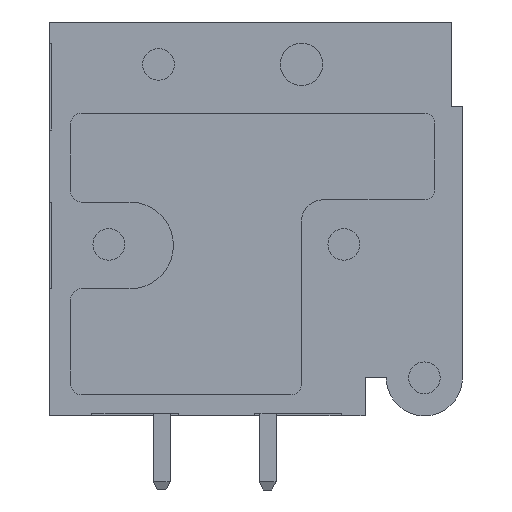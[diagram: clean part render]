
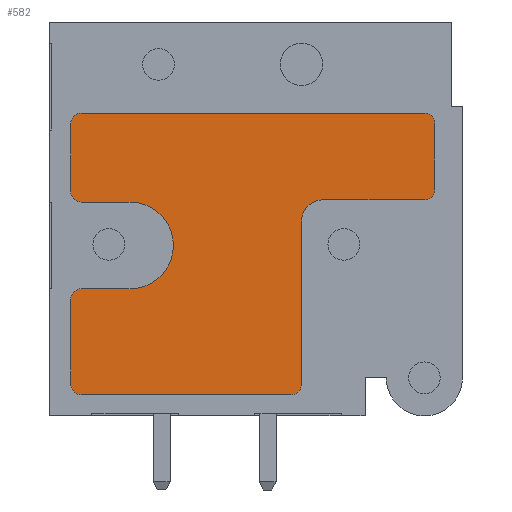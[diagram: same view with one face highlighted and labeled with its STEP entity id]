
A CAD part, left-side view. The second image highlights one B-rep face of the part: STEP entity #582.
In plain terms, the highlighted planar face has unit normal (-1, 0, 0).
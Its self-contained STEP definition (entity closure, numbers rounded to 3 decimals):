
#582 = ADVANCED_FACE( '', ( #1393 ), #1394, .F. );
#1393 = FACE_OUTER_BOUND( '', #2556, .T. );
#1394 = PLANE( '', #2557 );
#2556 = EDGE_LOOP( '', ( #4342, #4343, #4344, #4345, #4346, #4347, #4348, #4349, #4350, #4351, #4352, #4353, #4354, #4355, #4356, #4357, #4358, #4359 ) );
#2557 = AXIS2_PLACEMENT_3D( '', #4360, #4361, #4362 );
#4342 = ORIENTED_EDGE( '', *, *, #7462, .T. );
#4343 = ORIENTED_EDGE( '', *, *, #7463, .T. );
#4344 = ORIENTED_EDGE( '', *, *, #7464, .T. );
#4345 = ORIENTED_EDGE( '', *, *, #7465, .T. );
#4346 = ORIENTED_EDGE( '', *, *, #7466, .T. );
#4347 = ORIENTED_EDGE( '', *, *, #7467, .T. );
#4348 = ORIENTED_EDGE( '', *, *, #7433, .T. );
#4349 = ORIENTED_EDGE( '', *, *, #7468, .T. );
#4350 = ORIENTED_EDGE( '', *, *, #7436, .T. );
#4351 = ORIENTED_EDGE( '', *, *, #7469, .T. );
#4352 = ORIENTED_EDGE( '', *, *, #7470, .T. );
#4353 = ORIENTED_EDGE( '', *, *, #7471, .T. );
#4354 = ORIENTED_EDGE( '', *, *, #7472, .T. );
#4355 = ORIENTED_EDGE( '', *, *, #7473, .T. );
#4356 = ORIENTED_EDGE( '', *, *, #7474, .T. );
#4357 = ORIENTED_EDGE( '', *, *, #7475, .T. );
#4358 = ORIENTED_EDGE( '', *, *, #7476, .T. );
#4359 = ORIENTED_EDGE( '', *, *, #7477, .T. );
#4360 = CARTESIAN_POINT( '', ( -2.3, 5.7, -0.15 ) );
#4361 = DIRECTION( '', ( 1., 0., 0. ) );
#4362 = DIRECTION( '', ( 0., 0., -1. ) );
#7433 = EDGE_CURVE( '', #8783, #8781, #8784, .T. );
#7436 = EDGE_CURVE( '', #8787, #8788, #8789, .T. );
#7462 = EDGE_CURVE( '', #8831, #8832, #8833, .T. );
#7463 = EDGE_CURVE( '', #8832, #8834, #8835, .F. );
#7464 = EDGE_CURVE( '', #8834, #8836, #8837, .T. );
#7465 = EDGE_CURVE( '', #8836, #8838, #8839, .T. );
#7466 = EDGE_CURVE( '', #8838, #8840, #8841, .T. );
#7467 = EDGE_CURVE( '', #8840, #8783, #8842, .F. );
#7468 = EDGE_CURVE( '', #8781, #8787, #8843, .F. );
#7469 = EDGE_CURVE( '', #8788, #8844, #8845, .F. );
#7470 = EDGE_CURVE( '', #8844, #8846, #8847, .T. );
#7471 = EDGE_CURVE( '', #8846, #8848, #8849, .T. );
#7472 = EDGE_CURVE( '', #8848, #8850, #8851, .T. );
#7473 = EDGE_CURVE( '', #8850, #8852, #8853, .F. );
#7474 = EDGE_CURVE( '', #8852, #8854, #8855, .T. );
#7475 = EDGE_CURVE( '', #8854, #8856, #8857, .F. );
#7476 = EDGE_CURVE( '', #8856, #8858, #8859, .T. );
#7477 = EDGE_CURVE( '', #8858, #8831, #8860, .F. );
#8781 = VERTEX_POINT( '', #10749 );
#8783 = VERTEX_POINT( '', #10752 );
#8784 = LINE( '', #10753, #10754 );
#8787 = VERTEX_POINT( '', #10758 );
#8788 = VERTEX_POINT( '', #10759 );
#8789 = LINE( '', #10760, #10761 );
#8831 = VERTEX_POINT( '', #10823 );
#8832 = VERTEX_POINT( '', #10824 );
#8833 = LINE( '', #10825, #10826 );
#8834 = VERTEX_POINT( '', #10827 );
#8835 = CIRCLE( '', #10828, 0.5 );
#8836 = VERTEX_POINT( '', #10829 );
#8837 = LINE( '', #10830, #10831 );
#8838 = VERTEX_POINT( '', #10832 );
#8839 = CIRCLE( '', #10833, 2.05 );
#8840 = VERTEX_POINT( '', #10834 );
#8841 = LINE( '', #10835, #10836 );
#8842 = CIRCLE( '', #10837, 0.5 );
#8843 = CIRCLE( '', #10838, 0.5 );
#8844 = VERTEX_POINT( '', #10839 );
#8845 = CIRCLE( '', #10840, 0.5 );
#8846 = VERTEX_POINT( '', #10841 );
#8847 = LINE( '', #10842, #10843 );
#8848 = VERTEX_POINT( '', #10844 );
#8849 = CIRCLE( '', #10845, 1. );
#8850 = VERTEX_POINT( '', #10846 );
#8851 = LINE( '', #10847, #10848 );
#8852 = VERTEX_POINT( '', #10849 );
#8853 = CIRCLE( '', #10850, 0.5 );
#8854 = VERTEX_POINT( '', #10851 );
#8855 = LINE( '', #10852, #10853 );
#8856 = VERTEX_POINT( '', #10854 );
#8857 = CIRCLE( '', #10855, 0.5 );
#8858 = VERTEX_POINT( '', #10856 );
#8859 = LINE( '', #10857, #10858 );
#8860 = CIRCLE( '', #10859, 0.5 );
#10749 = CARTESIAN_POINT( '', ( -2.3, 8.5, -6.7 ) );
#10752 = CARTESIAN_POINT( '', ( -2.3, 8.5, -2.7 ) );
#10753 = CARTESIAN_POINT( '', ( -2.3, 8.5, -2.2 ) );
#10754 = VECTOR( '', #13464, 1000. );
#10758 = CARTESIAN_POINT( '', ( -2.3, 8., -7.2 ) );
#10759 = CARTESIAN_POINT( '', ( -2.3, -1.9, -7.2 ) );
#10760 = CARTESIAN_POINT( '', ( -2.3, 8.5, -7.2 ) );
#10761 = VECTOR( '', #13466, 1000. );
#10823 = CARTESIAN_POINT( '', ( -2.3, 8.5, 5.6 ) );
#10824 = CARTESIAN_POINT( '', ( -2.3, 8.5, 2.4 ) );
#10825 = CARTESIAN_POINT( '', ( -2.3, 8.5, 6.1 ) );
#10826 = VECTOR( '', #13487, 1000. );
#10827 = CARTESIAN_POINT( '', ( -2.3, 8., 1.9 ) );
#10828 = AXIS2_PLACEMENT_3D( '', #13488, #13489, #13490 );
#10829 = CARTESIAN_POINT( '', ( -2.3, 5.7, 1.9 ) );
#10830 = CARTESIAN_POINT( '', ( -2.3, 8.5, 1.9 ) );
#10831 = VECTOR( '', #13491, 1000. );
#10832 = CARTESIAN_POINT( '', ( -2.3, 5.7, -2.2 ) );
#10833 = AXIS2_PLACEMENT_3D( '', #13492, #13493, #13494 );
#10834 = CARTESIAN_POINT( '', ( -2.3, 8., -2.2 ) );
#10835 = CARTESIAN_POINT( '', ( -2.3, 8.5, -2.2 ) );
#10836 = VECTOR( '', #13495, 1000. );
#10837 = AXIS2_PLACEMENT_3D( '', #13496, #13497, #13498 );
#10838 = AXIS2_PLACEMENT_3D( '', #13499, #13500, #13501 );
#10839 = CARTESIAN_POINT( '', ( -2.3, -2.4, -6.7 ) );
#10840 = AXIS2_PLACEMENT_3D( '', #13502, #13503, #13504 );
#10841 = CARTESIAN_POINT( '', ( -2.3, -2.4, 1. ) );
#10842 = CARTESIAN_POINT( '', ( -2.3, -2.4, -7.2 ) );
#10843 = VECTOR( '', #13505, 1000. );
#10844 = CARTESIAN_POINT( '', ( -2.3, -3.4, 2. ) );
#10845 = AXIS2_PLACEMENT_3D( '', #13506, #13507, #13508 );
#10846 = CARTESIAN_POINT( '', ( -2.3, -8.2, 2. ) );
#10847 = CARTESIAN_POINT( '', ( -2.3, -2.4, 2. ) );
#10848 = VECTOR( '', #13509, 1000. );
#10849 = CARTESIAN_POINT( '', ( -2.3, -8.7, 2.5 ) );
#10850 = AXIS2_PLACEMENT_3D( '', #13510, #13511, #13512 );
#10851 = CARTESIAN_POINT( '', ( -2.3, -8.7, 5.6 ) );
#10852 = CARTESIAN_POINT( '', ( -2.3, -8.7, 2. ) );
#10853 = VECTOR( '', #13513, 1000. );
#10854 = CARTESIAN_POINT( '', ( -2.3, -8.2, 6.1 ) );
#10855 = AXIS2_PLACEMENT_3D( '', #13514, #13515, #13516 );
#10856 = CARTESIAN_POINT( '', ( -2.3, 8., 6.1 ) );
#10857 = CARTESIAN_POINT( '', ( -2.3, -8.7, 6.1 ) );
#10858 = VECTOR( '', #13517, 1000. );
#10859 = AXIS2_PLACEMENT_3D( '', #13518, #13519, #13520 );
#13464 = DIRECTION( '', ( 0., 0., -1. ) );
#13466 = DIRECTION( '', ( 0., -1., 0. ) );
#13487 = DIRECTION( '', ( 0., 0., -1. ) );
#13488 = CARTESIAN_POINT( '', ( -2.3, 8., 2.4 ) );
#13489 = DIRECTION( '', ( 1., 0., 0. ) );
#13490 = DIRECTION( '', ( 0., 0., -1. ) );
#13491 = DIRECTION( '', ( 0., -1., 0. ) );
#13492 = CARTESIAN_POINT( '', ( -2.3, 5.7, -0.15 ) );
#13493 = DIRECTION( '', ( 1., 0., 0. ) );
#13494 = DIRECTION( '', ( 0., 1., 0. ) );
#13495 = DIRECTION( '', ( 0., 1., 0. ) );
#13496 = CARTESIAN_POINT( '', ( -2.3, 8., -2.7 ) );
#13497 = DIRECTION( '', ( 1., 0., 0. ) );
#13498 = DIRECTION( '', ( 0., 0., -1. ) );
#13499 = CARTESIAN_POINT( '', ( -2.3, 8., -6.7 ) );
#13500 = DIRECTION( '', ( 1., 0., 0. ) );
#13501 = DIRECTION( '', ( 0., 0., -1. ) );
#13502 = CARTESIAN_POINT( '', ( -2.3, -1.9, -6.7 ) );
#13503 = DIRECTION( '', ( 1., 0., 0. ) );
#13504 = DIRECTION( '', ( 0., 0., -1. ) );
#13505 = DIRECTION( '', ( 0., 0., 1. ) );
#13506 = CARTESIAN_POINT( '', ( -2.3, -3.4, 1. ) );
#13507 = DIRECTION( '', ( 1., 0., 0. ) );
#13508 = DIRECTION( '', ( 0., 0., -1. ) );
#13509 = DIRECTION( '', ( 0., -1., 0. ) );
#13510 = CARTESIAN_POINT( '', ( -2.3, -8.2, 2.5 ) );
#13511 = DIRECTION( '', ( 1., 0., 0. ) );
#13512 = DIRECTION( '', ( 0., 0., -1. ) );
#13513 = DIRECTION( '', ( 0., 0., 1. ) );
#13514 = CARTESIAN_POINT( '', ( -2.3, -8.2, 5.6 ) );
#13515 = DIRECTION( '', ( 1., 0., 0. ) );
#13516 = DIRECTION( '', ( 0., 0., -1. ) );
#13517 = DIRECTION( '', ( 0., 1., 0. ) );
#13518 = CARTESIAN_POINT( '', ( -2.3, 8., 5.6 ) );
#13519 = DIRECTION( '', ( 1., 0., 0. ) );
#13520 = DIRECTION( '', ( 0., 0., -1. ) );
